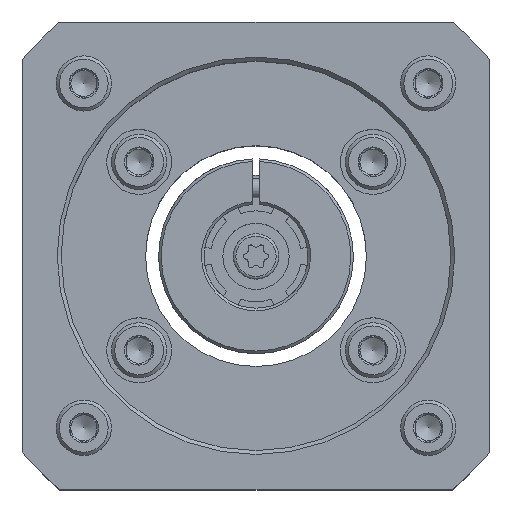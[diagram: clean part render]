
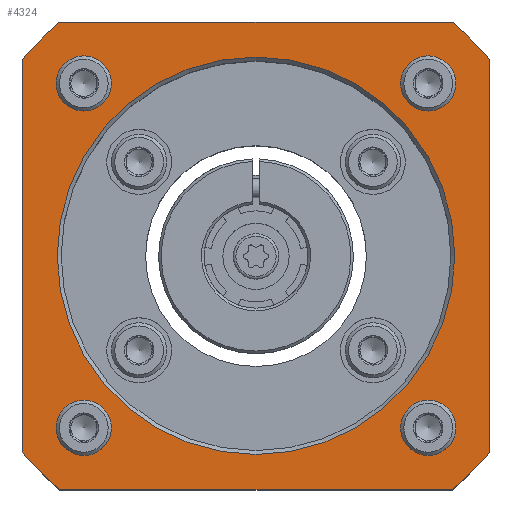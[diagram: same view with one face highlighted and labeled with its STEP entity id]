
A CAD part, top view. The second image highlights one B-rep face of the part: STEP entity #4324.
In plain terms, the highlighted planar face has unit normal (0, 0, 1).
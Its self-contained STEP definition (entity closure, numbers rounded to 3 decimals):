
#201=CIRCLE('',#5718,47.);
#203=CIRCLE('',#5722,47.);
#205=CIRCLE('',#5726,47.);
#207=CIRCLE('',#5730,47.);
#208=CIRCLE('',#5732,2.5);
#209=CIRCLE('',#5733,2.5);
#210=CIRCLE('',#5734,2.5);
#211=CIRCLE('',#5735,2.5);
#212=CIRCLE('',#5736,30.6);
#671=ORIENTED_EDGE('',*,*,#1850,.T.);
#672=ORIENTED_EDGE('',*,*,#1851,.T.);
#673=ORIENTED_EDGE('',*,*,#1852,.T.);
#674=ORIENTED_EDGE('',*,*,#1853,.T.);
#675=ORIENTED_EDGE('',*,*,#1854,.T.);
#676=ORIENTED_EDGE('',*,*,#1828,.T.);
#677=ORIENTED_EDGE('',*,*,#1832,.T.);
#678=ORIENTED_EDGE('',*,*,#1835,.T.);
#679=ORIENTED_EDGE('',*,*,#1838,.T.);
#680=ORIENTED_EDGE('',*,*,#1841,.T.);
#681=ORIENTED_EDGE('',*,*,#1844,.T.);
#682=ORIENTED_EDGE('',*,*,#1847,.T.);
#683=ORIENTED_EDGE('',*,*,#1849,.T.);
#1828=EDGE_CURVE('',#2435,#2434,#2849,.T.);
#1832=EDGE_CURVE('',#2434,#2437,#201,.T.);
#1835=EDGE_CURVE('',#2437,#2439,#2854,.T.);
#1838=EDGE_CURVE('',#2439,#2441,#203,.T.);
#1841=EDGE_CURVE('',#2441,#2443,#2858,.T.);
#1844=EDGE_CURVE('',#2443,#2445,#205,.T.);
#1847=EDGE_CURVE('',#2445,#2447,#2862,.T.);
#1849=EDGE_CURVE('',#2447,#2435,#207,.T.);
#1850=EDGE_CURVE('',#2448,#2448,#208,.T.);
#1851=EDGE_CURVE('',#2449,#2449,#209,.T.);
#1852=EDGE_CURVE('',#2450,#2450,#210,.T.);
#1853=EDGE_CURVE('',#2451,#2451,#211,.T.);
#1854=EDGE_CURVE('',#2452,#2452,#212,.T.);
#2434=VERTEX_POINT('',#7751);
#2435=VERTEX_POINT('',#7753);
#2437=VERTEX_POINT('',#7759);
#2439=VERTEX_POINT('',#7765);
#2441=VERTEX_POINT('',#7771);
#2443=VERTEX_POINT('',#7777);
#2445=VERTEX_POINT('',#7783);
#2447=VERTEX_POINT('',#7789);
#2448=VERTEX_POINT('',#7796);
#2449=VERTEX_POINT('',#7798);
#2450=VERTEX_POINT('',#7800);
#2451=VERTEX_POINT('',#7802);
#2452=VERTEX_POINT('',#7804);
#2849=LINE('',#7752,#3140);
#2854=LINE('',#7766,#3145);
#2858=LINE('',#7778,#3149);
#2862=LINE('',#7790,#3153);
#3140=VECTOR('',#6349,1000.);
#3145=VECTOR('',#6362,1000.);
#3149=VECTOR('',#6374,1000.);
#3153=VECTOR('',#6386,1000.);
#3463=EDGE_LOOP('',(#671));
#3464=EDGE_LOOP('',(#672));
#3465=EDGE_LOOP('',(#673));
#3466=EDGE_LOOP('',(#674));
#3467=EDGE_LOOP('',(#675));
#3468=EDGE_LOOP('',(#676,#677,#678,#679,#680,#681,#682,#683));
#3842=FACE_BOUND('',#3463,.T.);
#3843=FACE_BOUND('',#3464,.T.);
#3844=FACE_BOUND('',#3465,.T.);
#3845=FACE_BOUND('',#3466,.T.);
#3846=FACE_BOUND('',#3467,.T.);
#3847=FACE_BOUND('',#3468,.T.);
#4188=PLANE('',#5731);
#4324=ADVANCED_FACE('',(#3842,#3843,#3844,#3845,#3846,#3847),#4188,.T.);
#5718=AXIS2_PLACEMENT_3D('',#7760,#6356,#6357);
#5722=AXIS2_PLACEMENT_3D('',#7772,#6368,#6369);
#5726=AXIS2_PLACEMENT_3D('',#7784,#6380,#6381);
#5730=AXIS2_PLACEMENT_3D('',#7793,#6391,#6392);
#5731=AXIS2_PLACEMENT_3D('',#7794,#6393,#6394);
#5732=AXIS2_PLACEMENT_3D('',#7795,#6395,#6396);
#5733=AXIS2_PLACEMENT_3D('',#7797,#6397,#6398);
#5734=AXIS2_PLACEMENT_3D('',#7799,#6399,#6400);
#5735=AXIS2_PLACEMENT_3D('',#7801,#6401,#6402);
#5736=AXIS2_PLACEMENT_3D('',#7803,#6403,#6404);
#6349=DIRECTION('',(0.,-1.,0.));
#6356=DIRECTION('',(0.,0.,1.));
#6357=DIRECTION('',(1.,0.,0.));
#6362=DIRECTION('',(1.,0.,0.));
#6368=DIRECTION('',(0.,0.,1.));
#6369=DIRECTION('',(1.,0.,0.));
#6374=DIRECTION('',(0.,1.,0.));
#6380=DIRECTION('',(0.,0.,1.));
#6381=DIRECTION('',(1.,0.,0.));
#6386=DIRECTION('',(-1.,0.,0.));
#6391=DIRECTION('',(0.,0.,1.));
#6392=DIRECTION('',(1.,0.,0.));
#6393=DIRECTION('',(0.,0.,1.));
#6394=DIRECTION('',(1.,0.,0.));
#6395=DIRECTION('',(0.,0.,-1.));
#6396=DIRECTION('',(-1.,0.,0.));
#6397=DIRECTION('',(0.,0.,-1.));
#6398=DIRECTION('',(-1.,0.,0.));
#6399=DIRECTION('',(0.,0.,-1.));
#6400=DIRECTION('',(-1.,0.,0.));
#6401=DIRECTION('',(0.,0.,-1.));
#6402=DIRECTION('',(-1.,0.,0.));
#6403=DIRECTION('',(0.,0.,-1.));
#6404=DIRECTION('',(-1.,0.,0.));
#7751=CARTESIAN_POINT('',(-36.,-30.216,39.2));
#7752=CARTESIAN_POINT('',(-36.,30.216,39.2));
#7753=CARTESIAN_POINT('',(-36.,30.216,39.2));
#7759=CARTESIAN_POINT('',(-30.216,-36.,39.2));
#7760=CARTESIAN_POINT('',(0.,0.,39.2));
#7765=CARTESIAN_POINT('',(30.216,-36.,39.2));
#7766=CARTESIAN_POINT('',(-30.216,-36.,39.2));
#7771=CARTESIAN_POINT('',(36.,-30.216,39.2));
#7772=CARTESIAN_POINT('',(0.,0.,39.2));
#7777=CARTESIAN_POINT('',(36.,30.216,39.2));
#7778=CARTESIAN_POINT('',(36.,-30.216,39.2));
#7783=CARTESIAN_POINT('',(30.216,36.,39.2));
#7784=CARTESIAN_POINT('',(0.,0.,39.2));
#7789=CARTESIAN_POINT('',(-30.216,36.,39.2));
#7790=CARTESIAN_POINT('',(30.216,36.,39.2));
#7793=CARTESIAN_POINT('',(0.,0.,39.2));
#7794=CARTESIAN_POINT('',(0.,0.,39.2));
#7795=CARTESIAN_POINT('',(-26.517,26.517,39.2));
#7796=CARTESIAN_POINT('',(-29.017,26.517,39.2));
#7797=CARTESIAN_POINT('',(-26.517,-26.517,39.2));
#7798=CARTESIAN_POINT('',(-29.017,-26.517,39.2));
#7799=CARTESIAN_POINT('',(26.517,-26.517,39.2));
#7800=CARTESIAN_POINT('',(24.017,-26.517,39.2));
#7801=CARTESIAN_POINT('',(26.517,26.517,39.2));
#7802=CARTESIAN_POINT('',(24.017,26.517,39.2));
#7803=CARTESIAN_POINT('',(0.,0.,39.2));
#7804=CARTESIAN_POINT('',(-30.6,0.,39.2));
